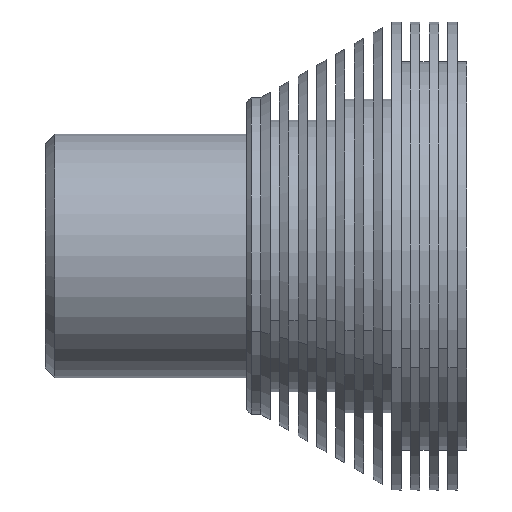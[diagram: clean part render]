
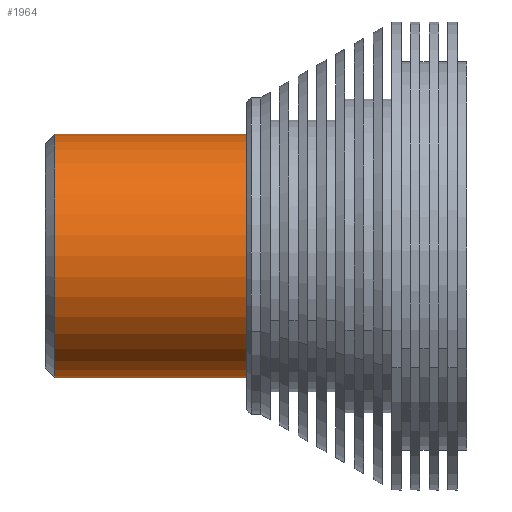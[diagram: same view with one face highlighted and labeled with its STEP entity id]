
A CAD part, top view. The second image highlights one B-rep face of the part: STEP entity #1964.
In plain terms, the highlighted cylindrical face has radius 26 mm (diameter 52 mm), a partial arc.
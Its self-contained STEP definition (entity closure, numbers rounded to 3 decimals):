
#1855=CARTESIAN_POINT('Vertex',(-62.5,-26.,0.)) ;
#1858=CARTESIAN_POINT('Axis2P3D Location',(-62.5,0.,0.)) ;
#1862=CARTESIAN_POINT('Vertex',(-62.5,26.,0.)) ;
#1934=CARTESIAN_POINT('Axis2P3D Location',(-41.5,0.,0.)) ;
#1939=CARTESIAN_POINT('Line Origine',(-41.5,26.,0.)) ;
#1943=CARTESIAN_POINT('Vertex',(-21.5,26.,0.)) ;
#1946=CARTESIAN_POINT('Line Origine',(-41.5,-26.,0.)) ;
#1950=CARTESIAN_POINT('Vertex',(-21.5,-26.,0.)) ;
#1953=CARTESIAN_POINT('Axis2P3D Location',(-21.5,0.,0.)) ;
#1859=DIRECTION('Axis2P3D Direction',(1.,0.,0.)) ;
#1935=DIRECTION('Axis2P3D Direction',(-1.,-0.,0.)) ;
#1936=DIRECTION('Axis2P3D XDirection',(0.,-1.,0.)) ;
#1940=DIRECTION('Vector Direction',(-1.,0.,0.)) ;
#1947=DIRECTION('Vector Direction',(-1.,0.,0.)) ;
#1954=DIRECTION('Axis2P3D Direction',(-1.,-0.,0.)) ;
#1860=AXIS2_PLACEMENT_3D('Circle Axis2P3D',#1858,#1859,$) ;
#1937=AXIS2_PLACEMENT_3D('Cylinder Axis2P3D',#1934,#1935,#1936) ;
#1955=AXIS2_PLACEMENT_3D('Circle Axis2P3D',#1953,#1954,$) ;
#1959=ORIENTED_EDGE('',*,*,#1945,.F.) ;
#1960=ORIENTED_EDGE('',*,*,#1864,.F.) ;
#1961=ORIENTED_EDGE('',*,*,#1952,.T.) ;
#1962=ORIENTED_EDGE('',*,*,#1957,.T.) ;
#1941=VECTOR('Line Direction',#1940,1.) ;
#1948=VECTOR('Line Direction',#1947,1.) ;
#1964=ADVANCED_FACE('Corps principal',(#1963),#1938,.T.) ;
#1861=CIRCLE('generated circle',#1860,26.) ;
#1956=CIRCLE('generated circle',#1955,26.) ;
#1938=CYLINDRICAL_SURFACE('generated cylinder',#1937,26.) ;
#1864=EDGE_CURVE('',#1856,#1863,#1861,.F.) ;
#1945=EDGE_CURVE('',#1863,#1944,#1942,.F.) ;
#1952=EDGE_CURVE('',#1856,#1951,#1949,.F.) ;
#1957=EDGE_CURVE('',#1951,#1944,#1956,.T.) ;
#1958=EDGE_LOOP('',(#1959,#1960,#1961,#1962)) ;
#1963=FACE_OUTER_BOUND('',#1958,.T.) ;
#1942=LINE('Line',#1939,#1941) ;
#1949=LINE('Line',#1946,#1948) ;
#1856=VERTEX_POINT('',#1855) ;
#1863=VERTEX_POINT('',#1862) ;
#1944=VERTEX_POINT('',#1943) ;
#1951=VERTEX_POINT('',#1950) ;
